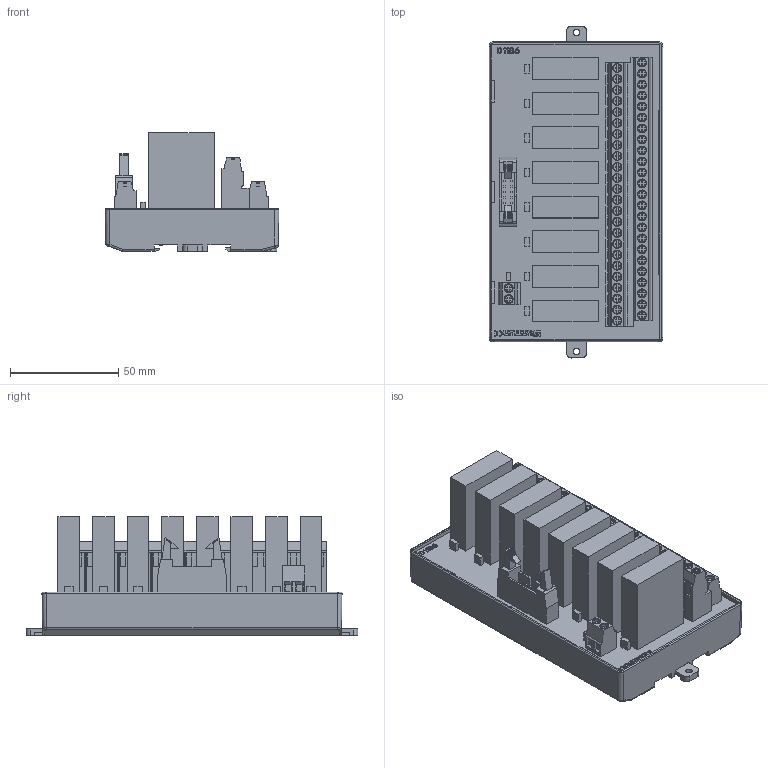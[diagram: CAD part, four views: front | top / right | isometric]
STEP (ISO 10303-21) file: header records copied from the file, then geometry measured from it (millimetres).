
FILE_DESCRIPTION(/* description */ (''),/* implementation_level */ '2;1');
FILE_NAME(/* name */ 'D1186-E.stp',/* time_stamp */ '2024-08-16T09:29:54+08:00',/* author */ (''),/* organization */ (''),/* preprocessor_version */ 'ST-DEVELOPER v14',/* originating_system */ 'SIEMENS PLM Software NX 8.0',/* authorisation */ '');
FILE_SCHEMA (('AUTOMOTIVE_DESIGN { 1 0 10303 214 3 1 1 1 }'));
Products named in the file (1): Admi12A04B78ac63
Bounding box: 80.4 x 153.47 x 55 mm (x, y, z)
Volume: 325076.2 mm3; surface area: 71717.3 mm2
Topology: 3 solids, 3 shells, 2155 faces, 5729 edges, 3789 vertices
Faces by surface type: plane 1712, cylinder 171, torus 150, cone 100, extrusion 12, bspline 10
Full cylindrical faces by diameter (mm): 3 x2, 4.1 x52, 4.13 x48
Entity records: 69491 total; most frequent: CARTESIAN_POINT 16512, ORIENTED_EDGE 11018, DIRECTION 9708, EDGE_CURVE 5509, VECTOR 4356, LINE 4344, VERTEX_POINT 3724, AXIS2_PLACEMENT_3D 2676
